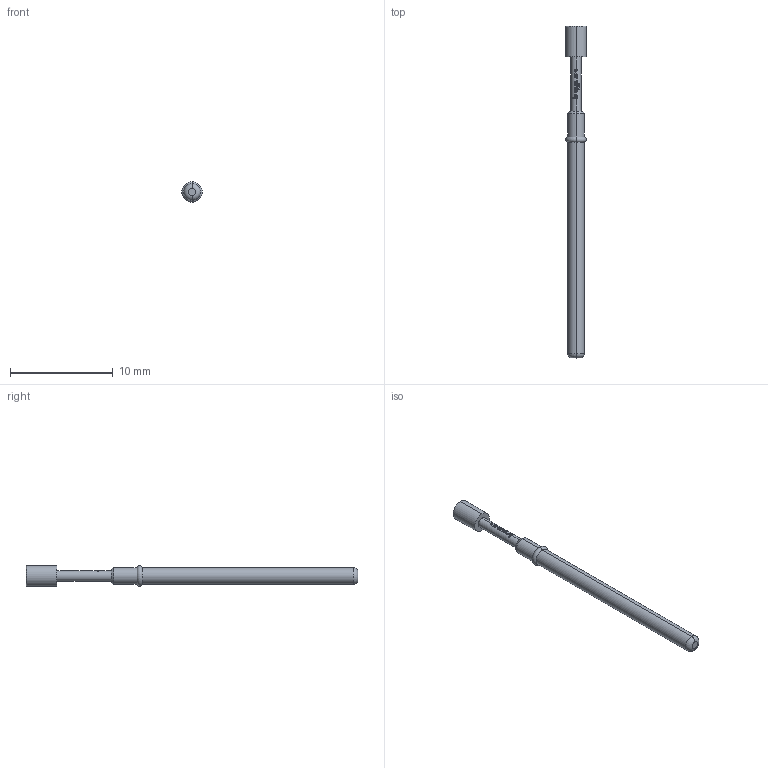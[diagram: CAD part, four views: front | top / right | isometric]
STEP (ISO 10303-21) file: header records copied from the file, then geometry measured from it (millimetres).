
FILE_DESCRIPTION (( 'STEP AP203' ), '1' );
FILE_NAME ('INGUN_GKS-112_303_200_A_xx03.STEP', '2022-02-01T13:32:01', ( 'ochi' ), ( '' ), 'SwSTEP 2.0', 'SolidWorks 2018', '' );
FILE_SCHEMA (( 'CONFIG_CONTROL_DESIGN' ));
Length unit declared in the file: millimetre
Products named in the file (1): INGUN_GKS-112_303_200_A_xx03
Bounding box: 2 x 32.3 x 2 mm (x, y, z)
Volume: 64.2 mm3; surface area: 169.4 mm2
Topology: 1 solids, 1 shells, 103 faces, 284 edges, 185 vertices
Faces by surface type: plane 44, cylinder 27, bspline 22, cone 6, torus 4
Entity records: 3627 total; most frequent: CARTESIAN_POINT 1071, ORIENTED_EDGE 564, DIRECTION 464, EDGE_CURVE 282, AXIS2_PLACEMENT_3D 186, VERTEX_POINT 185, EDGE_LOOP 107, CIRCLE 104
